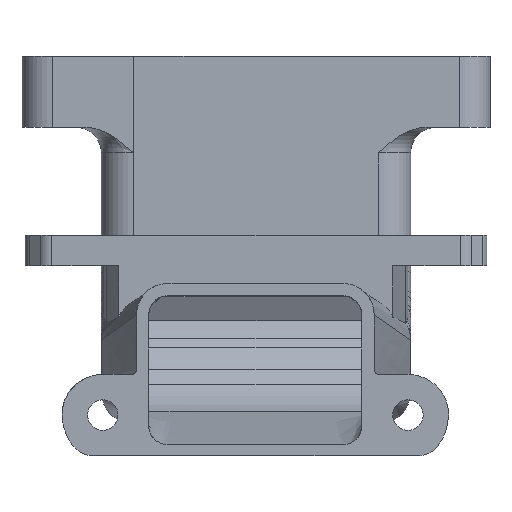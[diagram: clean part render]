
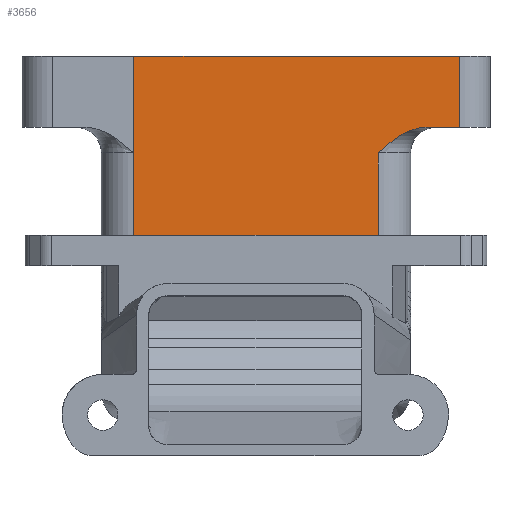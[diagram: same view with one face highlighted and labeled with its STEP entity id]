
A CAD part, front view. The second image highlights one B-rep face of the part: STEP entity #3656.
In plain terms, the highlighted planar face has unit normal (0, -1, 0).
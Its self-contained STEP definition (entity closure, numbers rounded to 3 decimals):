
#156=PLANE('',#4052);
#658=FACE_OUTER_BOUND('',#884,.T.);
#884=EDGE_LOOP('',(#3422,#3423,#3424,#3425,#3426,#3427,#3428,#3429,#3430));
#1033=LINE('',#8270,#1273);
#1100=LINE('',#8526,#1340);
#1107=LINE('',#8578,#1347);
#1117=LINE('',#8637,#1357);
#1123=LINE('',#8649,#1363);
#1124=LINE('',#8653,#1364);
#1125=LINE('',#8654,#1365);
#1126=LINE('',#8656,#1366);
#1273=VECTOR('',#4709,10.);
#1340=VECTOR('',#4930,10.);
#1347=VECTOR('',#4975,10.);
#1357=VECTOR('',#5019,10.);
#1363=VECTOR('',#5037,10.);
#1364=VECTOR('',#5042,10.);
#1365=VECTOR('',#5043,10.);
#1366=VECTOR('',#5046,10.);
#1462=B_SPLINE_CURVE_WITH_KNOTS('',3,(#8559,#8560,#8561,#8562,#8563,#8564,
#8565,#8566,#8567,#8568),.UNSPECIFIED.,.F.,.F.,(4,2,2,2,4),(-0.515,
-0.415,-0.315,-0.158,0.),
 .UNSPECIFIED.);
#1709=VERTEX_POINT('',#8268);
#1710=VERTEX_POINT('',#8269);
#1775=VERTEX_POINT('',#8523);
#1776=VERTEX_POINT('',#8525);
#1788=VERTEX_POINT('',#8557);
#1789=VERTEX_POINT('',#8558);
#1792=VERTEX_POINT('',#8576);
#1794=VERTEX_POINT('',#8582);
#1805=VERTEX_POINT('',#8652);
#2191=EDGE_CURVE('',#1709,#1710,#1033,.T.);
#2297=EDGE_CURVE('',#1775,#1776,#1100,.T.);
#2314=EDGE_CURVE('',#1788,#1789,#1462,.T.);
#2320=EDGE_CURVE('',#1788,#1792,#1107,.T.);
#2341=EDGE_CURVE('',#1794,#1775,#1117,.T.);
#2347=EDGE_CURVE('',#1792,#1776,#1123,.T.);
#2348=EDGE_CURVE('',#1789,#1805,#1124,.T.);
#2349=EDGE_CURVE('',#1710,#1805,#1125,.T.);
#2350=EDGE_CURVE('',#1709,#1794,#1126,.T.);
#3422=ORIENTED_EDGE('',*,*,#2191,.T.);
#3423=ORIENTED_EDGE('',*,*,#2349,.T.);
#3424=ORIENTED_EDGE('',*,*,#2348,.F.);
#3425=ORIENTED_EDGE('',*,*,#2314,.F.);
#3426=ORIENTED_EDGE('',*,*,#2320,.T.);
#3427=ORIENTED_EDGE('',*,*,#2347,.T.);
#3428=ORIENTED_EDGE('',*,*,#2297,.F.);
#3429=ORIENTED_EDGE('',*,*,#2341,.F.);
#3430=ORIENTED_EDGE('',*,*,#2350,.F.);
#3656=ADVANCED_FACE('',(#658),#156,.T.);
#4052=AXIS2_PLACEMENT_3D('',#8655,#5044,#5045);
#4709=DIRECTION('',(1.,0.,0.));
#4930=DIRECTION('',(1.,0.,0.));
#4975=DIRECTION('',(1.,0.,0.));
#5019=DIRECTION('',(0.,0.,1.));
#5037=DIRECTION('',(0.,0.,1.));
#5042=DIRECTION('',(0.,0.,-1.));
#5043=DIRECTION('',(0.,0.,1.));
#5044=DIRECTION('center_axis',(0.,-1.,0.));
#5045=DIRECTION('ref_axis',(1.,0.,0.));
#5046=DIRECTION('',(0.,0.,1.));
#8268=CARTESIAN_POINT('',(-12.,41.6,-26.5));
#8269=CARTESIAN_POINT('',(12.,41.6,-26.5));
#8270=CARTESIAN_POINT('',(-6.,41.6,-26.5));
#8523=CARTESIAN_POINT('',(-12.,41.6,-5.889));
#8525=CARTESIAN_POINT('',(20.,41.6,-5.889));
#8526=CARTESIAN_POINT('',(12.,41.6,-5.889));
#8557=CARTESIAN_POINT('',(16.717,41.6,-12.889));
#8558=CARTESIAN_POINT('',(12.,41.6,-15.389));
#8559=CARTESIAN_POINT('Ctrl Pts',(16.717,41.6,-12.889));
#8560=CARTESIAN_POINT('Ctrl Pts',(16.384,41.6,-12.889));
#8561=CARTESIAN_POINT('Ctrl Pts',(16.024,41.6,-12.938));
#8562=CARTESIAN_POINT('Ctrl Pts',(15.324,41.6,-13.123));
#8563=CARTESIAN_POINT('Ctrl Pts',(14.985,41.6,-13.259));
#8564=CARTESIAN_POINT('Ctrl Pts',(14.215,41.6,-13.639));
#8565=CARTESIAN_POINT('Ctrl Pts',(13.736,41.6,-13.955));
#8566=CARTESIAN_POINT('Ctrl Pts',(12.826,41.6,-14.658));
#8567=CARTESIAN_POINT('Ctrl Pts',(12.394,41.6,-15.042));
#8568=CARTESIAN_POINT('Ctrl Pts',(12.,41.6,-15.389));
#8576=CARTESIAN_POINT('',(20.,41.6,-12.889));
#8578=CARTESIAN_POINT('',(2.75,41.6,-12.889));
#8582=CARTESIAN_POINT('',(-12.,41.6,-15.389));
#8637=CARTESIAN_POINT('',(-12.,41.6,-34.5));
#8649=CARTESIAN_POINT('',(20.,41.6,-14.889));
#8652=CARTESIAN_POINT('',(12.,41.6,-19.889));
#8653=CARTESIAN_POINT('',(12.,41.6,-19.889));
#8654=CARTESIAN_POINT('',(12.,41.6,-34.5));
#8655=CARTESIAN_POINT('Origin',(-12.,41.6,-34.5));
#8656=CARTESIAN_POINT('',(-12.,41.6,-34.5));
